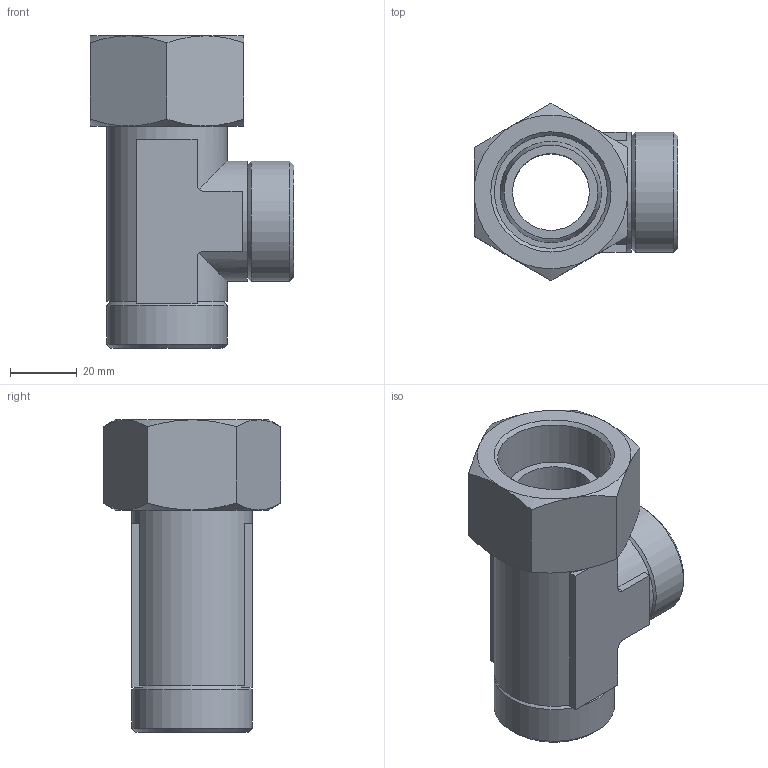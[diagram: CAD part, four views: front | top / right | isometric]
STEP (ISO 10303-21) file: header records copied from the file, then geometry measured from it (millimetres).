
FILE_DESCRIPTION(/* description */ ('STEP AP203'),/* implementation_level */ '2;1');
FILE_NAME(/* name */ 'Tee Stud LS 28-02',/* time_stamp */ '2023-04-25T10:37:08+02:00',/* author */ ('License CC BY-ND 4.0'),/* organization */ ('CADENAS'),/* preprocessor_version */ 'ST-DEVELOPER v19.3',/* originating_system */ 'PARTsolutions',/* authorisation */ ' ');
FILE_SCHEMA (('CONFIG_CONTROL_DESIGN'));
Length unit declared in the file: millimetre
Products named in the file (1): T-Stutzen LS 28-02
Bounding box: 61 x 53.12 x 93.5 mm (x, y, z)
Volume: 79789.9 mm3; surface area: 27507.4 mm2
Topology: 1 solids, 1 shells, 74 faces, 176 edges, 110 vertices
Faces by surface type: plane 39, cone 21, cylinder 14
Full cylindrical faces by diameter (mm): 23 x2, 28 x2, 33.835 x1, 36 x4
Entity records: 2078 total; most frequent: CARTESIAN_POINT 451, DIRECTION 326, ORIENTED_EDGE 308, EDGE_CURVE 154, AXIS2_PLACEMENT_3D 133, VERTEX_POINT 106, EDGE_LOOP 102, FACE_BOUND 102
